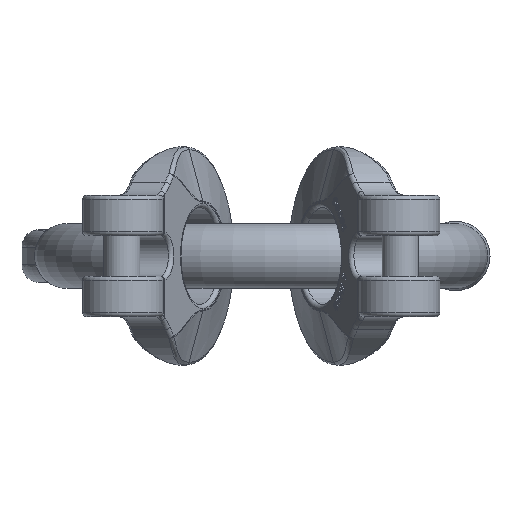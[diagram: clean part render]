
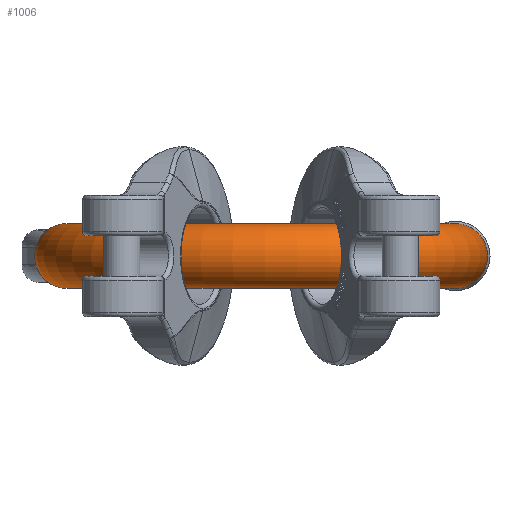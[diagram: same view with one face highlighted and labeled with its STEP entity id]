
A CAD part, front view. The second image highlights one B-rep face of the part: STEP entity #1006.
In plain terms, the highlighted toroidal (fillet/blend) face has major radius 48 mm and minor radius 8 mm.
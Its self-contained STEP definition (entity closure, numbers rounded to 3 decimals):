
#949=TOROIDAL_SURFACE('',#9019,48.,8.);
#1006=ADVANCED_FACE('',(#1739,#1740),#949,.T.);
#1546=CIRCLE('',#9014,8.);
#1547=CIRCLE('',#9016,8.);
#1739=FACE_BOUND('',#1843,.T.);
#1740=FACE_BOUND('',#1844,.T.);
#1843=EDGE_LOOP('',(#3559));
#1844=EDGE_LOOP('',(#3560));
#3559=ORIENTED_EDGE('',*,*,#6980,.T.);
#3560=ORIENTED_EDGE('',*,*,#6981,.F.);
#6136=VERTEX_POINT('',#11346);
#6137=VERTEX_POINT('',#11349);
#6980=EDGE_CURVE('',#6136,#6136,#1546,.T.);
#6981=EDGE_CURVE('',#6137,#6137,#1547,.T.);
#9014=AXIS2_PLACEMENT_3D('',#11345,#9515,#9516);
#9016=AXIS2_PLACEMENT_3D('',#11348,#9519,#9520);
#9019=AXIS2_PLACEMENT_3D('',#11353,#9525,#9526);
#9515=DIRECTION('',(0.,-1.,0.));
#9516=DIRECTION('',(0.,0.,1.));
#9519=DIRECTION('',(0.,1.,0.));
#9520=DIRECTION('',(0.,0.,1.));
#9525=DIRECTION('',(0.,0.,1.));
#9526=DIRECTION('',(1.,0.,0.));
#11345=CARTESIAN_POINT('',(-48.,-13.,0.));
#11346=CARTESIAN_POINT('',(-48.,-13.,8.));
#11348=CARTESIAN_POINT('',(48.,-13.,0.));
#11349=CARTESIAN_POINT('',(48.,-13.,8.));
#11353=CARTESIAN_POINT('',(0.,-13.,0.));
